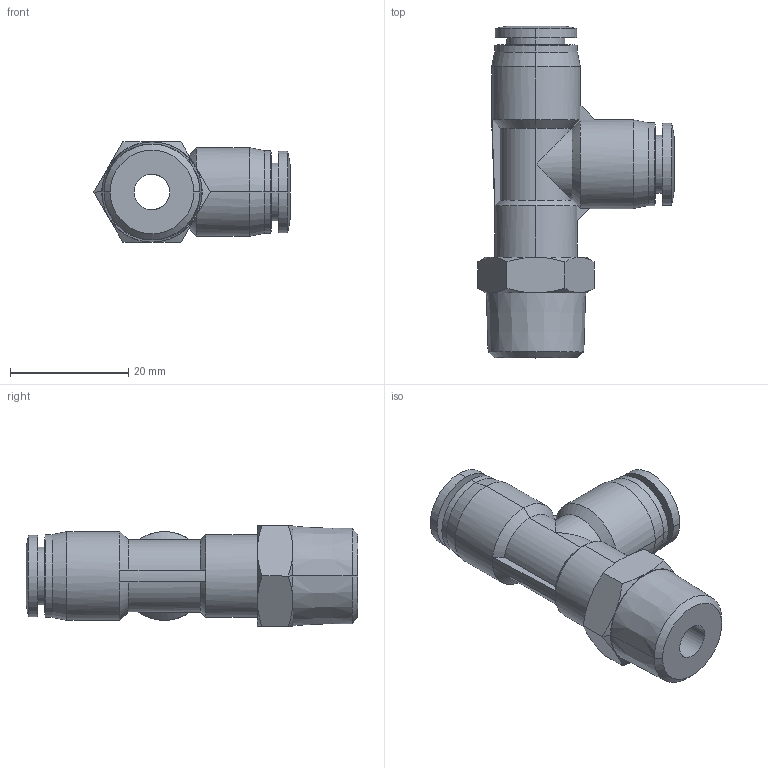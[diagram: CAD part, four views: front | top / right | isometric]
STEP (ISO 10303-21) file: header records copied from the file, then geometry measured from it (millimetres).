
FILE_DESCRIPTION (( 'STEP AP214' ), '1' );
FILE_NAME ('MRT8M-38R.step', '2016-02-24T20:43:20', ( '' ), ( '' ), 'SwSTEP 2.0', 'SolidWorks 2015', '' );
FILE_SCHEMA (( 'AUTOMOTIVE_DESIGN' ));
Length unit declared in the file: inch
Products named in the file (1): MRT8M-38R
Bounding box: 33.16 x 56.1 x 17 mm (x, y, z)
Volume: 9245.1 mm3; surface area: 5819.8 mm2
Topology: 1 solids, 1 shells, 102 faces, 234 edges, 141 vertices
Faces by surface type: cone 38, cylinder 34, plane 25, torus 4, bspline 1
Entity records: 4331 total; most frequent: CARTESIAN_POINT 697, DIRECTION 487, ORIENTED_EDGE 468, EDGE_CURVE 234, AXIS2_PLACEMENT_3D 203, VERTEX_POINT 141, EDGE_LOOP 113, LENGTH_MEASURE_WITH_UNIT 105
